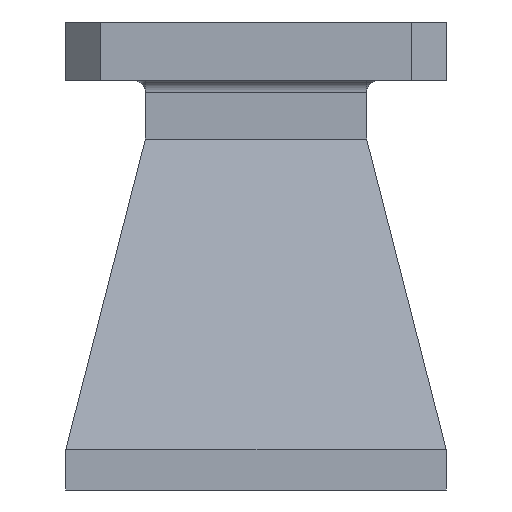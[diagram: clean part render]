
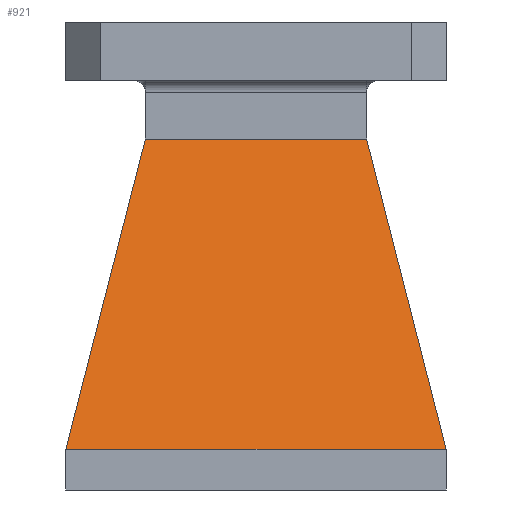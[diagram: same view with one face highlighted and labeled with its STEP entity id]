
A CAD part, front view. The second image highlights one B-rep face of the part: STEP entity #921.
In plain terms, the highlighted planar face has unit normal (0, -0.962, 0.272).
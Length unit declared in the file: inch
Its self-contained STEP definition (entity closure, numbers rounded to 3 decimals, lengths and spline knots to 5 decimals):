
#2 = VECTOR ( 'NONE', #1245, 39.37008 ) ;
#18 = CARTESIAN_POINT ( 'NONE',  ( -0.813, -0.598, -1.825 ) ) ;
#34 = EDGE_CURVE ( 'NONE', #691, #958, #341, .T. ) ;
#43 = CARTESIAN_POINT ( 'NONE',  ( 0.813, -0.598, -1.825 ) ) ;
#128 = CARTESIAN_POINT ( 'NONE',  ( -0.813, -0.598, -1.825 ) ) ;
#247 = VERTEX_POINT ( 'NONE', #1569 ) ;
#296 = FACE_OUTER_BOUND ( 'NONE', #540, .T. ) ;
#331 = ORIENTED_EDGE ( 'NONE', *, *, #34, .T. ) ;
#341 = B_SPLINE_CURVE_WITH_KNOTS ( 'NONE', 3,
 ( #18, #397, #1499, #43 ),
 .UNSPECIFIED., .F., .F.,
 ( 4, 4 ),
 ( 0., 1. ),
 .UNSPECIFIED. ) ;
#397 = CARTESIAN_POINT ( 'NONE',  ( -0.271, -0.598, -1.825 ) ) ;
#494 = CARTESIAN_POINT ( 'NONE',  ( 0., -0.07545, 0.02135 ) ) ;
#526 = VECTOR ( 'NONE', #1425, 39.37008 ) ;
#540 = EDGE_LOOP ( 'NONE', ( #822, #558, #1143, #331 ) ) ;
#550 = CARTESIAN_POINT ( 'NONE',  ( -0.473, -0.223, -0.5 ) ) ;
#558 = ORIENTED_EDGE ( 'NONE', *, *, #931, .T. ) ;
#580 = CARTESIAN_POINT ( 'NONE',  ( 0.813, -0.598, -1.825 ) ) ;
#616 = DIRECTION ( 'NONE',  ( 0., -0.962, 0.272 ) ) ;
#636 = DIRECTION ( 'NONE',  ( -1., 0., 0. ) ) ;
#648 = CARTESIAN_POINT ( 'NONE',  ( 0.813, -0.598, -1.825 ) ) ;
#691 = VERTEX_POINT ( 'NONE', #845 ) ;
#745 = CARTESIAN_POINT ( 'NONE',  ( 0.473, -0.223, -0.5 ) ) ;
#822 = ORIENTED_EDGE ( 'NONE', *, *, #857, .T. ) ;
#845 = CARTESIAN_POINT ( 'NONE',  ( -0.813, -0.598, -1.825 ) ) ;
#857 = EDGE_CURVE ( 'NONE', #958, #247, #1246, .T. ) ;
#868 = LINE ( 'NONE', #745, #990 ) ;
#921 = ADVANCED_FACE ( 'NONE', ( #296 ), #1456, .T. ) ;
#931 = EDGE_CURVE ( 'NONE', #247, #1203, #868, .T. ) ;
#958 = VERTEX_POINT ( 'NONE', #648 ) ;
#990 = VECTOR ( 'NONE', #636, 39.37008 ) ;
#1023 = AXIS2_PLACEMENT_3D ( 'NONE', #494, #616, #1463 ) ;
#1067 = EDGE_CURVE ( 'NONE', #691, #1203, #1149, .T. ) ;
#1143 = ORIENTED_EDGE ( 'NONE', *, *, #1067, .F. ) ;
#1149 = LINE ( 'NONE', #128, #2 ) ;
#1203 = VERTEX_POINT ( 'NONE', #550 ) ;
#1245 = DIRECTION ( 'NONE',  ( 0.24, 0.264, 0.934 ) ) ;
#1246 = LINE ( 'NONE', #580, #526 ) ;
#1425 = DIRECTION ( 'NONE',  ( -0.24, 0.264, 0.934 ) ) ;
#1456 = PLANE ( 'NONE',  #1023 ) ;
#1463 = DIRECTION ( 'NONE',  ( 0., -0.272, -0.962 ) ) ;
#1499 = CARTESIAN_POINT ( 'NONE',  ( 0.271, -0.598, -1.825 ) ) ;
#1569 = CARTESIAN_POINT ( 'NONE',  ( 0.473, -0.223, -0.5 ) ) ;
